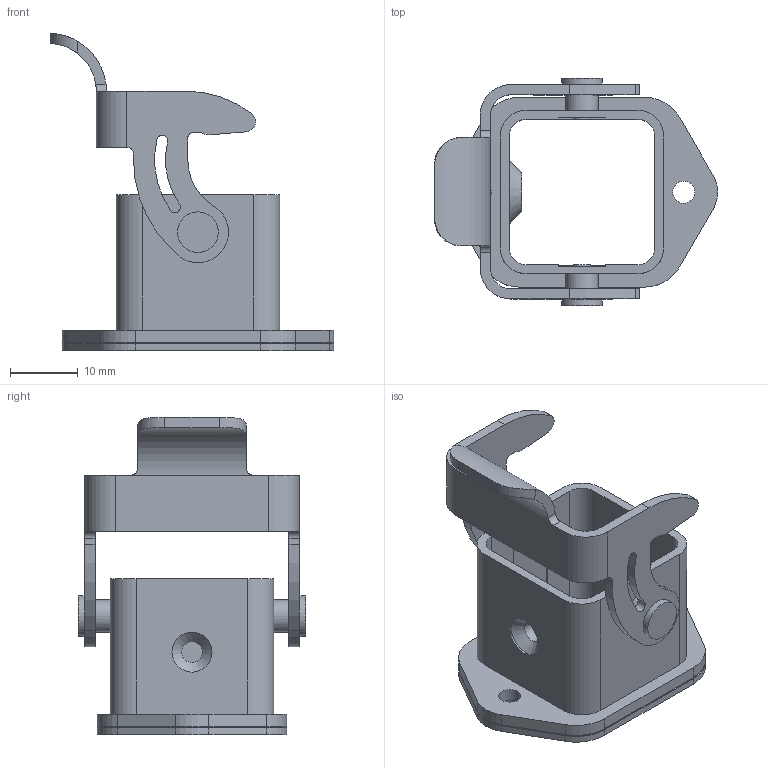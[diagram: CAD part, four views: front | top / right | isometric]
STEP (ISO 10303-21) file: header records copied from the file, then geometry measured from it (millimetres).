
FILE_DESCRIPTION(/* description */ (''),/* implementation_level */ '2;1');
FILE_NAME(/* name */ '100094829ugm000_e.stp',/* time_stamp */ '2019-10-31T13:57:34+01:00',/* author */ (''),/* organization */ (''),/* preprocessor_version */ 'ST-DEVELOPER v16.7',/* originating_system */ 'SIEMENS PLM Software NX 12.0',/* authorisation */ '');
FILE_SCHEMA (('AUTOMOTIVE_DESIGN { 1 0 10303 214 3 1 1 1 }'));
Length unit declared in the file: millimetre
Products named in the file (1): 100094829ugm000_e
Bounding box: 41.76 x 33.5 x 46.74 mm (x, y, z)
Volume: 5289.7 mm3; surface area: 7700 mm2
Topology: 2 solids, 2 shells, 269 faces, 702 edges, 464 vertices
Faces by surface type: plane 167, cylinder 92, torus 6, cone 2, extrusion 2
Full cylindrical faces by diameter (mm): 1.1 x1, 1.3 x1, 2.6 x2, 3.08 x1, 3.25 x2, 3.5 x2, 4.8 x2, 5 x2, 5.9 x1, 6 x2
Entity records: 9240 total; most frequent: CARTESIAN_POINT 1657, DIRECTION 1380, ORIENTED_EDGE 1352, EDGE_CURVE 676, VECTOR 480, LINE 478, VERTEX_POINT 454, AXIS2_PLACEMENT_3D 450
